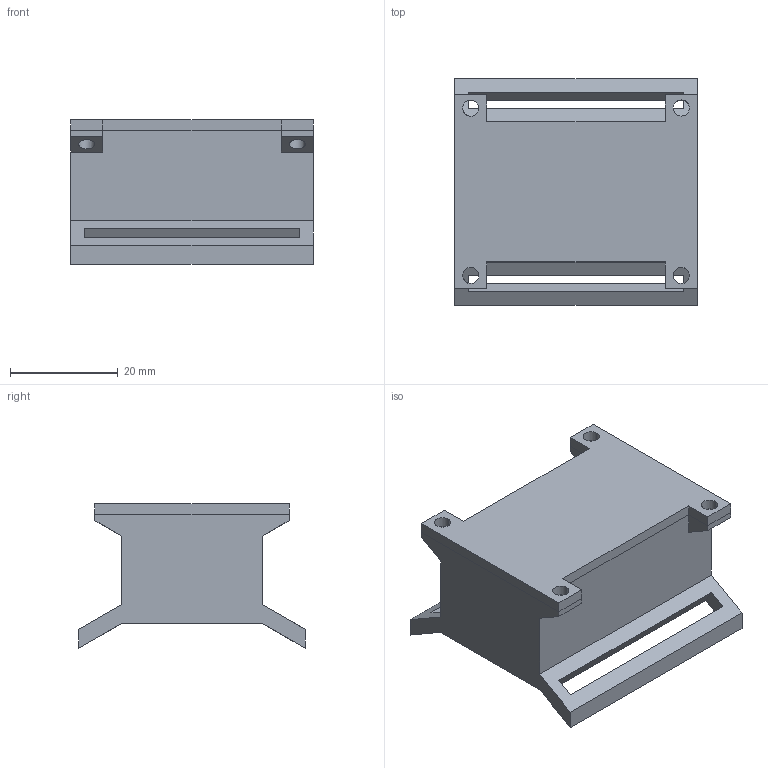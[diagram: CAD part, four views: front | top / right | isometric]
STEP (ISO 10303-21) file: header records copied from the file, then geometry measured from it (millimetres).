
FILE_DESCRIPTION (( 'STEP AP214' ), '1' );
FILE_NAME ('AUX蚾饜极.STEP', '2022-08-03T09:05:34', ( '' ), ( '' ), 'SwSTEP 2.0', 'SolidWorks 2022', '' );
FILE_SCHEMA (( 'AUTOMOTIVE_DESIGN' ));
Length unit declared in the file: millimetre
Products named in the file (3): AUX-Cover; 3D_PCB_slime-vr_AUX; AUX装配体
Assembly tree (2 placements, depth 2):
  AUX装配体
    3D_PCB_slime-vr_AUX
    AUX-Cover
Bounding box: 45 x 42 x 26.82 mm (x, y, z)
Volume: 12485.7 mm3; surface area: 12201.3 mm2
Topology: 2 solids, 2 shells, 85 faces, 234 edges, 156 vertices
Faces by surface type: plane 65, cylinder 20
Entity records: 2830 total; most frequent: CARTESIAN_POINT 504, ORIENTED_EDGE 468, DIRECTION 438, EDGE_CURVE 234, LINE 194, VECTOR 194, VERTEX_POINT 156, AXIS2_PLACEMENT_3D 122
